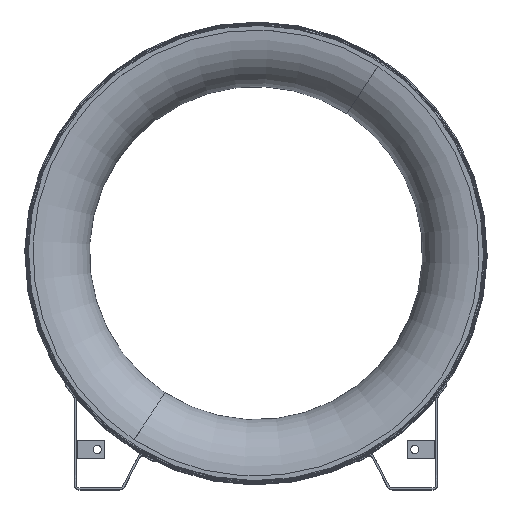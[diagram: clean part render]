
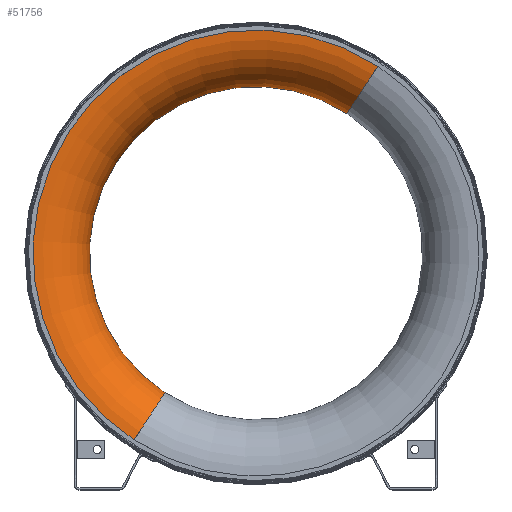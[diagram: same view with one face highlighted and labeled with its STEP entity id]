
A CAD part, top view. The second image highlights one B-rep face of the part: STEP entity #51756.
In plain terms, the highlighted toroidal (fillet/blend) face has major radius 244.5 mm and minor radius 62 mm.
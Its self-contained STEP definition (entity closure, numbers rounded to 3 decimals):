
#2217 = CARTESIAN_POINT ( 'NONE',  ( 0., 258.85, 240.5 ) ) ;
#2762 = AXIS2_PLACEMENT_3D ( 'NONE', #107219, #31364, #49281 ) ;
#3072 = TOROIDAL_SURFACE ( 'NONE', #100043, 244.5, 62. ) ;
#5410 = ORIENTED_EDGE ( 'NONE', *, *, #67292, .F. ) ;
#8281 = CIRCLE ( 'NONE', #71469, 62. ) ;
#13391 = DIRECTION ( 'NONE',  ( -0.546, -0.838, 0. ) ) ;
#13657 = ORIENTED_EDGE ( 'NONE', *, *, #20958, .T. ) ;
#19895 = CIRCLE ( 'NONE', #82680, 244.5 ) ;
#20813 = EDGE_CURVE ( 'NONE', #61528, #73741, #19895, .T. ) ;
#20958 = EDGE_CURVE ( 'NONE', #106634, #61528, #8281, .T. ) ;
#25227 = DIRECTION ( 'NONE',  ( 0., 0., -1. ) ) ;
#29074 = DIRECTION ( 'NONE',  ( 0., 0., -1. ) ) ;
#30151 = CARTESIAN_POINT ( 'NONE',  ( 0., 258.85, 178.5 ) ) ;
#30279 = CARTESIAN_POINT ( 'NONE',  ( 133.558, 463.649, 178.5 ) ) ;
#30376 = CIRCLE ( 'NONE', #84792, 182.5 ) ;
#31364 = DIRECTION ( 'NONE',  ( 0.838, -0.546, 0. ) ) ;
#39383 = DIRECTION ( 'NONE',  ( -0.838, 0.546, 0. ) ) ;
#43258 = DIRECTION ( 'NONE',  ( 0.546, 0.838, 0. ) ) ;
#45654 = ORIENTED_EDGE ( 'NONE', *, *, #106081, .T. ) ;
#46795 = CIRCLE ( 'NONE', #2762, 62. ) ;
#49281 = DIRECTION ( 'NONE',  ( 0.546, 0.838, 0. ) ) ;
#51521 = FACE_OUTER_BOUND ( 'NONE', #73917, .T. ) ;
#51756 = ADVANCED_FACE ( 'NONE', ( #51521 ), #3072, .T. ) ;
#53962 = DIRECTION ( 'NONE',  ( -0.546, -0.838, 0. ) ) ;
#58085 = CARTESIAN_POINT ( 'NONE',  ( -133.558, 54.051, 240.5 ) ) ;
#61528 = VERTEX_POINT ( 'NONE', #74619 ) ;
#67292 = EDGE_CURVE ( 'NONE', #96068, #73741, #46795, .T. ) ;
#67382 = DIRECTION ( 'NONE',  ( -0.546, -0.838, 0. ) ) ;
#68391 = CARTESIAN_POINT ( 'NONE',  ( -99.69, 105.984, 178.5 ) ) ;
#71469 = AXIS2_PLACEMENT_3D ( 'NONE', #30279, #39383, #13391 ) ;
#73741 = VERTEX_POINT ( 'NONE', #58085 ) ;
#73917 = EDGE_LOOP ( 'NONE', ( #45654, #13657, #91932, #5410 ) ) ;
#74619 = CARTESIAN_POINT ( 'NONE',  ( 133.558, 463.649, 240.5 ) ) ;
#76531 = CARTESIAN_POINT ( 'NONE',  ( 0., 258.85, 178.5 ) ) ;
#82680 = AXIS2_PLACEMENT_3D ( 'NONE', #2217, #85046, #43258 ) ;
#84792 = AXIS2_PLACEMENT_3D ( 'NONE', #76531, #25227, #67382 ) ;
#85046 = DIRECTION ( 'NONE',  ( 0., 0., 1. ) ) ;
#91932 = ORIENTED_EDGE ( 'NONE', *, *, #20813, .T. ) ;
#94491 = CARTESIAN_POINT ( 'NONE',  ( 99.69, 411.716, 178.5 ) ) ;
#96068 = VERTEX_POINT ( 'NONE', #68391 ) ;
#100043 = AXIS2_PLACEMENT_3D ( 'NONE', #30151, #29074, #53962 ) ;
#106081 = EDGE_CURVE ( 'NONE', #96068, #106634, #30376, .T. ) ;
#106634 = VERTEX_POINT ( 'NONE', #94491 ) ;
#107219 = CARTESIAN_POINT ( 'NONE',  ( -133.558, 54.051, 178.5 ) ) ;
